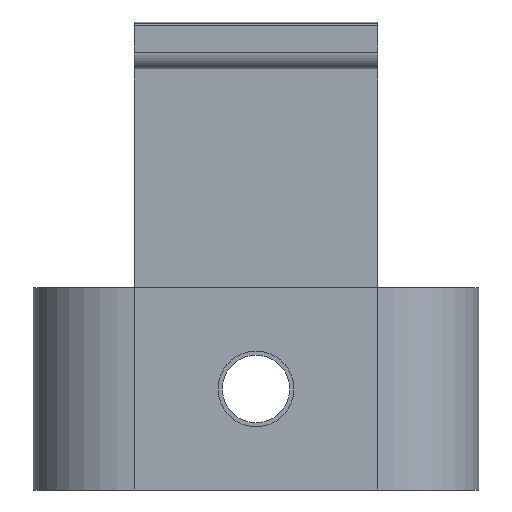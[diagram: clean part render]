
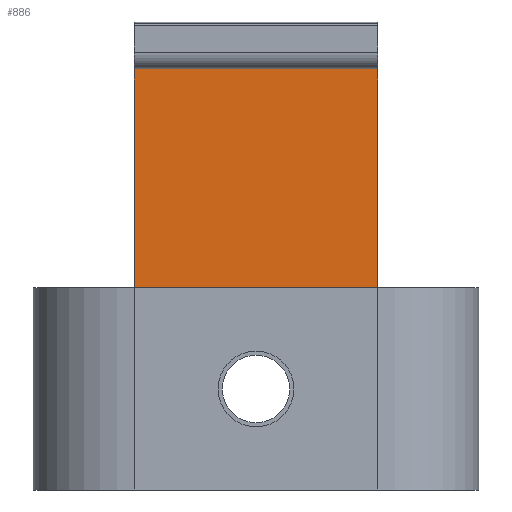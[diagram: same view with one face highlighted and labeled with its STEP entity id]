
A CAD part, front view. The second image highlights one B-rep face of the part: STEP entity #886.
In plain terms, the highlighted planar face has unit normal (0, -1, 0).
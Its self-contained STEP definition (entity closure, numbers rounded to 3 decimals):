
#71=CIRCLE('',#983,5.);
#72=CIRCLE('',#984,5.);
#124=FACE_OUTER_BOUND('',#177,.T.);
#177=EDGE_LOOP('',(#778,#779,#780,#781,#782,#783,#784,#785,#786));
#194=LINE('',#1293,#281);
#195=LINE('',#1294,#282);
#206=LINE('',#1328,#293);
#227=LINE('',#1392,#314);
#237=LINE('',#1422,#324);
#241=LINE('',#1428,#328);
#263=LINE('',#1499,#350);
#281=VECTOR('',#1025,10.);
#282=VECTOR('',#1026,10.);
#293=VECTOR('',#1063,10.);
#314=VECTOR('',#1128,10.);
#324=VECTOR('',#1154,10.);
#328=VECTOR('',#1160,10.);
#350=VECTOR('',#1240,10.);
#365=VERTEX_POINT('',#1282);
#367=VERTEX_POINT('',#1288);
#369=VERTEX_POINT('',#1292);
#379=VERTEX_POINT('',#1327);
#390=VERTEX_POINT('',#1352);
#409=VERTEX_POINT('',#1415);
#412=VERTEX_POINT('',#1420);
#433=VERTEX_POINT('',#1490);
#452=EDGE_CURVE('',#365,#369,#194,.T.);
#453=EDGE_CURVE('',#369,#367,#195,.T.);
#470=EDGE_CURVE('',#367,#379,#206,.T.);
#502=EDGE_CURVE('',#365,#390,#227,.T.);
#516=EDGE_CURVE('',#409,#412,#237,.T.);
#520=EDGE_CURVE('',#379,#412,#241,.T.);
#551=EDGE_CURVE('',#369,#433,#71,.T.);
#552=EDGE_CURVE('',#433,#369,#72,.T.);
#556=EDGE_CURVE('',#390,#409,#263,.T.);
#778=ORIENTED_EDGE('',*,*,#452,.F.);
#779=ORIENTED_EDGE('',*,*,#502,.T.);
#780=ORIENTED_EDGE('',*,*,#556,.T.);
#781=ORIENTED_EDGE('',*,*,#516,.T.);
#782=ORIENTED_EDGE('',*,*,#520,.F.);
#783=ORIENTED_EDGE('',*,*,#470,.F.);
#784=ORIENTED_EDGE('',*,*,#453,.F.);
#785=ORIENTED_EDGE('',*,*,#551,.T.);
#786=ORIENTED_EDGE('',*,*,#552,.T.);
#839=PLANE('',#987);
#886=ADVANCED_FACE('',(#124),#839,.F.);
#983=AXIS2_PLACEMENT_3D('',#1491,#1227,#1228);
#984=AXIS2_PLACEMENT_3D('',#1492,#1229,#1230);
#987=AXIS2_PLACEMENT_3D('',#1498,#1238,#1239);
#1025=DIRECTION('',(-1.,0.,0.));
#1026=DIRECTION('',(-1.,0.,0.));
#1063=DIRECTION('',(0.,0.,1.));
#1128=DIRECTION('',(0.,0.,1.));
#1154=DIRECTION('',(-1.,0.,0.));
#1160=DIRECTION('',(0.,0.,1.));
#1227=DIRECTION('center_axis',(0.,1.,0.));
#1228=DIRECTION('ref_axis',(0.,0.,-1.));
#1229=DIRECTION('center_axis',(0.,1.,0.));
#1230=DIRECTION('ref_axis',(0.,0.,-1.));
#1238=DIRECTION('center_axis',(0.,1.,0.));
#1239=DIRECTION('ref_axis',(1.,0.,0.));
#1240=DIRECTION('',(0.,0.,1.));
#1282=CARTESIAN_POINT('',(7.225,-23.225,-52.577));
#1288=CARTESIAN_POINT('',(-7.225,-23.225,-52.577));
#1292=CARTESIAN_POINT('',(0.,-23.225,-52.577));
#1293=CARTESIAN_POINT('',(-5.613,-23.225,-52.577));
#1294=CARTESIAN_POINT('',(-5.613,-23.225,-52.577));
#1327=CARTESIAN_POINT('',(-7.225,-23.225,-42.577));
#1328=CARTESIAN_POINT('',(-7.225,-23.225,-51.577));
#1352=CARTESIAN_POINT('',(7.225,-23.225,-42.577));
#1392=CARTESIAN_POINT('',(7.225,-23.225,-51.577));
#1415=CARTESIAN_POINT('',(7.225,-23.225,-28.577));
#1420=CARTESIAN_POINT('',(-7.225,-23.225,-28.577));
#1422=CARTESIAN_POINT('',(-9.125,-23.225,-28.577));
#1428=CARTESIAN_POINT('',(-7.225,-23.225,-51.577));
#1490=CARTESIAN_POINT('',(0.,-23.225,-42.577));
#1491=CARTESIAN_POINT('Origin',(0.,-23.225,-47.577));
#1492=CARTESIAN_POINT('Origin',(0.,-23.225,-47.577));
#1498=CARTESIAN_POINT('Origin',(-11.225,-23.225,-50.577));
#1499=CARTESIAN_POINT('',(7.225,-23.225,-51.577));
